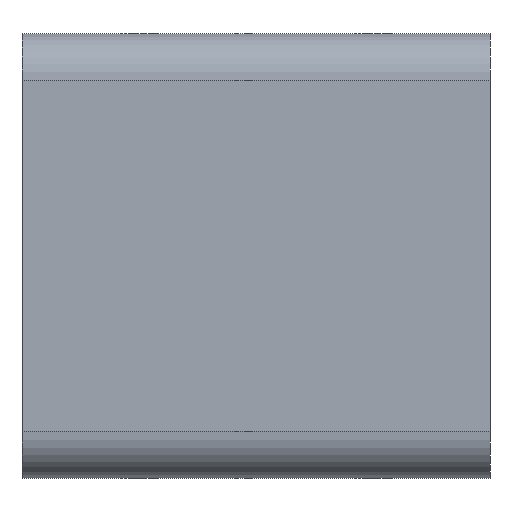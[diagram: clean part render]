
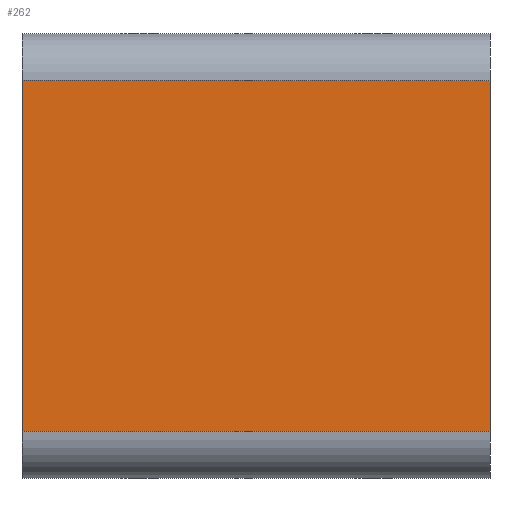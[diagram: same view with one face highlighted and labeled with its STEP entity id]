
A CAD part, left-side view. The second image highlights one B-rep face of the part: STEP entity #262.
In plain terms, the highlighted planar face has unit normal (-1, 0, 0).
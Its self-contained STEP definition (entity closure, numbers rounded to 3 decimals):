
#23=PLANE('',#301);
#30=FACE_OUTER_BOUND('',#44,.T.);
#44=EDGE_LOOP('',(#185,#186,#187,#188));
#65=LINE('',#416,#85);
#67=LINE('',#422,#87);
#68=LINE('',#424,#88);
#69=LINE('',#425,#89);
#85=VECTOR('',#334,10.);
#87=VECTOR('',#340,10.);
#88=VECTOR('',#341,10.);
#89=VECTOR('',#342,10.);
#122=VERTEX_POINT('',#413);
#123=VERTEX_POINT('',#415);
#125=VERTEX_POINT('',#421);
#126=VERTEX_POINT('',#423);
#146=EDGE_CURVE('',#122,#123,#65,.T.);
#149=EDGE_CURVE('',#122,#125,#67,.T.);
#150=EDGE_CURVE('',#126,#125,#68,.T.);
#151=EDGE_CURVE('',#123,#126,#69,.T.);
#185=ORIENTED_EDGE('',*,*,#146,.F.);
#186=ORIENTED_EDGE('',*,*,#149,.T.);
#187=ORIENTED_EDGE('',*,*,#150,.F.);
#188=ORIENTED_EDGE('',*,*,#151,.F.);
#262=ADVANCED_FACE('',(#30),#23,.T.);
#301=AXIS2_PLACEMENT_3D('',#420,#338,#339);
#334=DIRECTION('',(0.,1.,0.));
#338=DIRECTION('center_axis',(-1.,0.,0.));
#339=DIRECTION('ref_axis',(0.,-1.,0.));
#340=DIRECTION('',(0.,0.,1.));
#341=DIRECTION('',(0.,-1.,0.));
#342=DIRECTION('',(0.,0.,1.));
#413=CARTESIAN_POINT('',(-5.,-10.,2.));
#415=CARTESIAN_POINT('',(-5.,10.,2.));
#416=CARTESIAN_POINT('',(-5.,5.,2.));
#420=CARTESIAN_POINT('Origin',(-5.,10.,0.));
#421=CARTESIAN_POINT('',(-5.,-10.,17.));
#422=CARTESIAN_POINT('',(-5.,-10.,0.));
#423=CARTESIAN_POINT('',(-5.,10.,17.));
#424=CARTESIAN_POINT('',(-5.,5.,17.));
#425=CARTESIAN_POINT('',(-5.,10.,0.));
